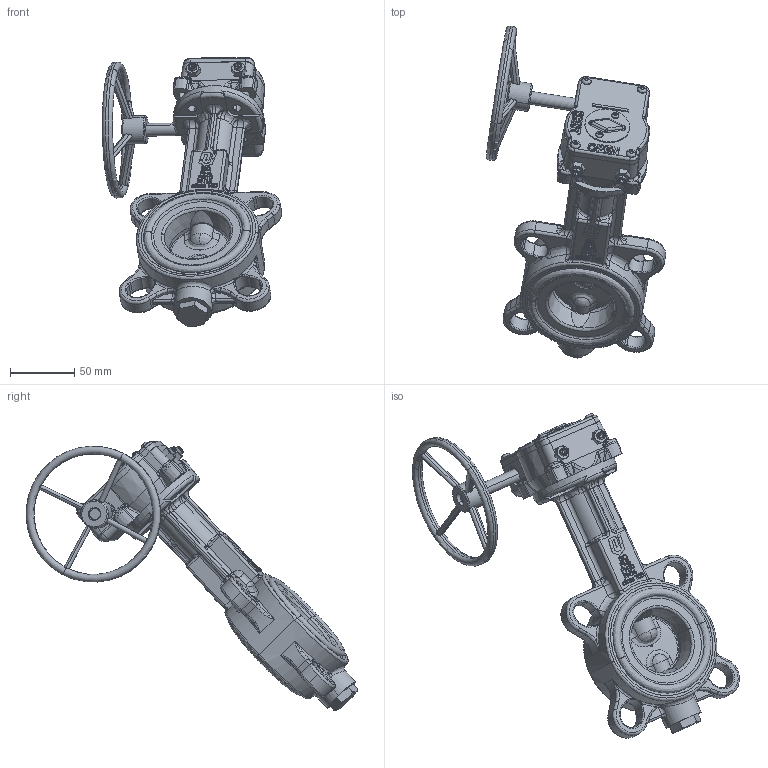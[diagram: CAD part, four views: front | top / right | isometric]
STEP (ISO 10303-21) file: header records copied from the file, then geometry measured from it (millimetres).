
FILE_DESCRIPTION (( 'STEP AP203' ), '1' );
FILE_NAME ('AK01_DN50_Getriebe.STEP', '2022-10-06T09:31:11', ( '' ), ( '' ), 'SwSTEP 2.0', 'SolidWorks 2021', '' );
FILE_SCHEMA (( 'CONFIG_CONTROL_DESIGN' ));
Length unit declared in the file: metre
Products named in the file (5): AK01_DN50_Getriebe; AK01_DN32-100_Getriebe mit Handrad; AK01_DN32-100_Getriebe - Handrad; AK01_DN32-100_Getriebe; AK01_DN050_OH
Assembly tree (4 placements, depth 3):
  AK01_DN50_Getriebe
    AK01_DN32-100_Getriebe mit Handrad
      AK01_DN32-100_Getriebe
      AK01_DN32-100_Getriebe - Handrad
    AK01_DN050_OH
Bounding box: 139.83 x 258.71 x 210.22 mm (x, y, z)
Volume: 567493.2 mm3; surface area: 129911.7 mm2
Topology: 4 solids, 30 shells, 2708 faces, 6776 edges, 4129 vertices
Faces by surface type: bspline 846, plane 760, cylinder 561, cone 276, torus 187, sphere 78
Entity records: 133944 total; most frequent: CARTESIAN_POINT 75978, ORIENTED_EDGE 13336, DIRECTION 10030, EDGE_CURVE 6668, VERTEX_POINT 4129, AXIS2_PLACEMENT_3D 3792, EDGE_LOOP 2873, ADVANCED_FACE 2708
